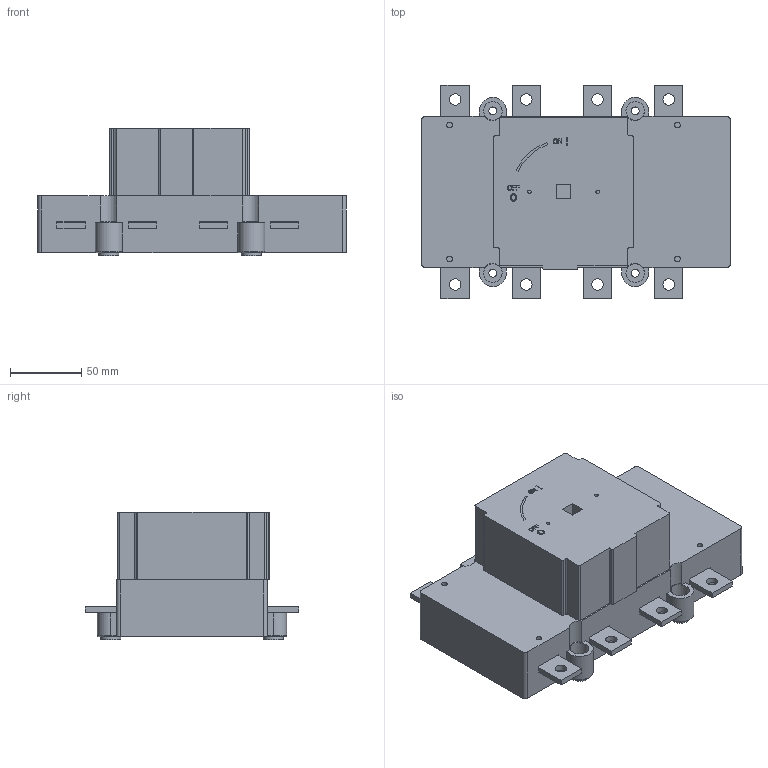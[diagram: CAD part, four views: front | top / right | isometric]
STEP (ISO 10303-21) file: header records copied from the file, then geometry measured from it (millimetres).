
FILE_DESCRIPTION(/* description */ (''),/* implementation_level */ '2;1');
FILE_NAME(/* name */ 'Int S5000-125-200A 4P (2013-10).stp',/* time_stamp */ '2017-06-20T14:58:19+02:00',/* author */ ('david'),/* organization */ (''),/* preprocessor_version */ 'ST-DEVELOPER v15.6',/* originating_system */ 'Autodesk Inventor 2015',/* authorisation */ '');
FILE_SCHEMA (('AUTOMOTIVE_DESIGN { 1 0 10303 214 3 1 1 }'));
Length unit declared in the file: millimetre
Products named in the file (1): Pieza3
Bounding box: 216.7 x 150 x 89.7 mm (x, y, z)
Volume: 1411844.1 mm3; surface area: 114444.5 mm2
Topology: 1 solids, 5 shells, 318 faces, 796 edges, 522 vertices
Faces by surface type: plane 194, cylinder 78, bspline 42, torus 4
Full cylindrical faces by diameter (mm): 2.5 x2, 3 x4, 4 x8, 4.5 x8, 5.5 x4, 8 x8, 13 x4, 14 x4
Entity records: 9997 total; most frequent: CARTESIAN_POINT 2259, ORIENTED_EDGE 1500, DIRECTION 1384, EDGE_CURVE 750, VERTEX_POINT 518, LINE 502, VECTOR 502, AXIS2_PLACEMENT_3D 441
